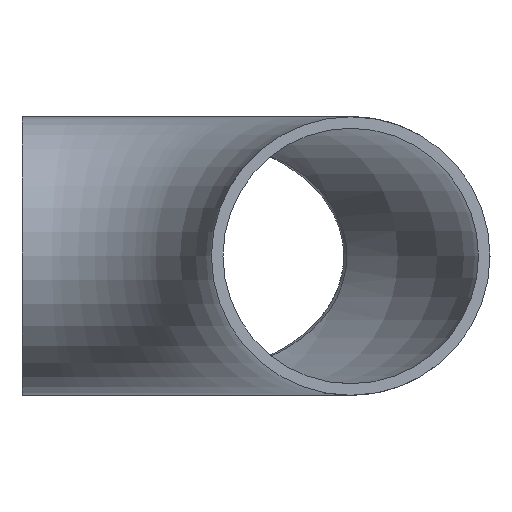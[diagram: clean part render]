
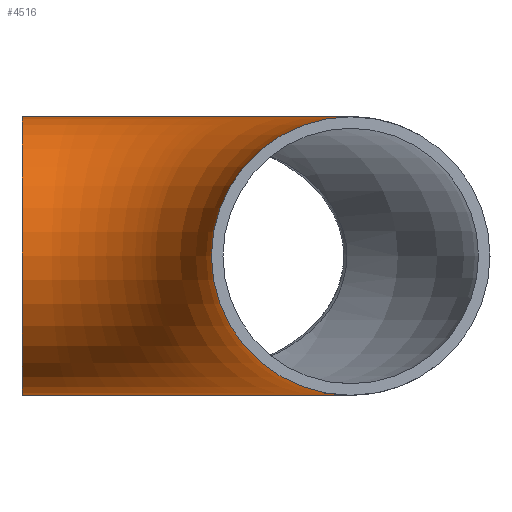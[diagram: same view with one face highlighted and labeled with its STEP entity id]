
A CAD part, left-side view. The second image highlights one B-rep face of the part: STEP entity #4516.
In plain terms, the highlighted toroidal (fillet/blend) face has major radius 57 mm and minor radius 24.15 mm.
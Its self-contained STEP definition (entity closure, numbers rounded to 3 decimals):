
#10 = CARTESIAN_POINT ( 'NONE',  ( -1.29, -56.182, -9.793 ) ) ;
#51 = CARTESIAN_POINT ( 'NONE',  ( -1.343, -58.086, 5.831 ) ) ;
#56 = CARTESIAN_POINT ( 'NONE',  ( 0., 0., 0. ) ) ;
#81 = CARTESIAN_POINT ( 'NONE',  ( -1.289, -56.139, 9.783 ) ) ;
#118 = CARTESIAN_POINT ( 'NONE',  ( -1.32, -57.235, -7.845 ) ) ;
#154 = CARTESIAN_POINT ( 'NONE',  ( -1.3, -56.527, 9.153 ) ) ;
#408 = CARTESIAN_POINT ( 'NONE',  ( -0.018, -5.89, 24.153 ) ) ;
#442 = CARTESIAN_POINT ( 'NONE',  ( -0.834, -40.856, 20.716 ) ) ;
#493 = VERTEX_POINT ( 'NONE', #5462 ) ;
#500 = EDGE_CURVE ( 'NONE', #6917, #2314, #10865, .T. ) ;
#865 = CARTESIAN_POINT ( 'NONE',  ( -1.163, -51.769, -14.736 ) ) ;
#932 = CARTESIAN_POINT ( 'NONE',  ( -1.111, -50.02, 16.108 ) ) ;
#975 = CARTESIAN_POINT ( 'NONE',  ( -1.056, -48.179, 17.329 ) ) ;
#1004 = CARTESIAN_POINT ( 'NONE',  ( -1.21, -53.402, 13.26 ) ) ;
#1252 = EDGE_CURVE ( 'NONE', #493, #493, #4152, .T. ) ;
#1263 = CARTESIAN_POINT ( 'NONE',  ( 0., 0., 24.15 ) ) ;
#1292 = CARTESIAN_POINT ( 'NONE',  ( -0.331, -23.545, 23.793 ) ) ;
#1594 = AXIS2_PLACEMENT_3D ( 'NONE', #4400, #4439, #3686 ) ;
#1641 = ORIENTED_EDGE ( 'NONE', *, *, #4966, .T. ) ;
#1730 = CARTESIAN_POINT ( 'NONE',  ( -0.959, -44.946, -19.062 ) ) ;
#1769 = CARTESIAN_POINT ( 'NONE',  ( -1.179, -52.342, 14.274 ) ) ;
#1808 = CARTESIAN_POINT ( 'NONE',  ( -0.834, -40.865, -20.713 ) ) ;
#1842 = CARTESIAN_POINT ( 'NONE',  ( -0.959, -44.961, 19.078 ) ) ;
#1922 = FACE_OUTER_BOUND ( 'NONE', #2017, .T. ) ;
#2017 = EDGE_LOOP ( 'NONE', ( #8243 ) ) ;
#2163 = CARTESIAN_POINT ( 'NONE',  ( -0.748, -38.039, 21.57 ) ) ;
#2314 = VERTEX_POINT ( 'NONE', #9719 ) ;
#2588 = CARTESIAN_POINT ( 'NONE',  ( -0.258, -20.605, -23.937 ) ) ;
#2621 = CARTESIAN_POINT ( 'NONE',  ( -0.331, -23.54, -23.793 ) ) ;
#2688 = CARTESIAN_POINT ( 'NONE',  ( -1.252, -54.838, 11.587 ) ) ;
#2727 = CARTESIAN_POINT ( 'NONE',  ( -1.21, -53.384, -13.227 ) ) ;
#2877 = AXIS2_PLACEMENT_3D ( 'NONE', #56, #7676, #9392 ) ;
#3012 = CARTESIAN_POINT ( 'NONE',  ( -0.705, -36.618, 21.93 ) ) ;
#3233 = TOROIDAL_SURFACE ( 'NONE', #1594, 57., 24.15 ) ;
#3458 = CARTESIAN_POINT ( 'NONE',  ( -0.575, -32.29, -22.854 ) ) ;
#3498 = CARTESIAN_POINT ( 'NONE',  ( -1.344, -58.102, -5.787 ) ) ;
#3568 = CARTESIAN_POINT ( 'NONE',  ( -1.371, -59.079, 1.514 ) ) ;
#3686 = DIRECTION ( 'NONE',  ( 1., 0., 0. ) ) ;
#4152 = CIRCLE ( 'NONE', #5233, 24.15 ) ;
#4169 = FACE_OUTER_BOUND ( 'NONE', #4573, .T. ) ;
#4239 = CARTESIAN_POINT ( 'NONE',  ( -1.018, -46.922, -18.059 ) ) ;
#4280 = CARTESIAN_POINT ( 'NONE',  ( 0., 0., -24.15 ) ) ;
#4316 = CARTESIAN_POINT ( 'NONE',  ( -1.329, -57.553, -7.17 ) ) ;
#4346 = CARTESIAN_POINT ( 'NONE',  ( -1.265, -55.291, 11.005 ) ) ;
#4400 = CARTESIAN_POINT ( 'NONE',  ( -57., 0., 0. ) ) ;
#4439 = DIRECTION ( 'NONE',  ( 0., 0., -1. ) ) ;
#4516 = ADVANCED_FACE ( 'NONE', ( #4169, #1922 ), #3233, .T. ) ;
#4573 = EDGE_LOOP ( 'NONE', ( #9979, #1641 ) ) ;
#4640 = CARTESIAN_POINT ( 'NONE',  ( -0.001, -2.944, 24.15 ) ) ;
#4717 = CARTESIAN_POINT ( 'NONE',  ( -0.877, -42.254, 20.219 ) ) ;
#4966 = EDGE_CURVE ( 'NONE', #6917, #2314, #5446, .T. ) ;
#5101 = CARTESIAN_POINT ( 'NONE',  ( -1.35, -58.319, 5.128 ) ) ;
#5132 = CARTESIAN_POINT ( 'NONE',  ( -1.35, -58.335, -5.078 ) ) ;
#5164 = CARTESIAN_POINT ( 'NONE',  ( -1.319, -57.228, 7.86 ) ) ;
#5201 = CARTESIAN_POINT ( 'NONE',  ( -0.877, -42.247, -20.222 ) ) ;
#5233 = AXIS2_PLACEMENT_3D ( 'NONE', #9976, #5712, #5680 ) ;
#5241 = CARTESIAN_POINT ( 'NONE',  ( -1.37, -59.039, -1.43 ) ) ;
#5446 = B_SPLINE_CURVE_WITH_KNOTS ( 'NONE', 3,
 ( #4280, #9418, #10315, #6023, #10345, #2588, #2621, #9385, #3458, #7813, #7706, #5946, #10206, #1808, #5201, #6796, #1730, #8607, #4239, #6832, #10243, #865, #7747, #2727, #7669, #8673, #10, #118, #4316, #3498, #5132, #8635, #6867, #5241, #9458, #3568, #6085, #5101, #51, #7784, #5164, #154, #81, #4346, #2688, #1004, #1769, #6951, #932, #6053, #975, #6902, #1842, #4717, #442, #2163, #3012, #9559, #8153, #1292, #5501, #6344, #6170, #408, #4640, #1263 ),
 .UNSPECIFIED., .F., .F.,
 ( 4, 2, 2, 2, 2, 2, 2, 2, 2, 2, 2, 2, 2, 2, 2, 2, 2, 2, 2, 2, 2, 2, 2, 2, 2, 2, 2, 2, 2, 2, 2, 2, 4 ),
 ( 0., 0.008, 0.017, 0.026, 0.035, 0.037, 0.039, 0.044, 0.046, 0.048, 0.053, 0.055, 0.057, 0.061, 0.064, 0.066, 0.068, 0.07, 0.075, 0.077, 0.079, 0.081, 0.084, 0.088, 0.09, 0.092, 0.097, 0.101, 0.106, 0.114, 0.123, 0.132, 0.141 ),
 .UNSPECIFIED. ) ;
#5462 = CARTESIAN_POINT ( 'NONE',  ( -57., -81.15, 0. ) ) ;
#5501 = CARTESIAN_POINT ( 'NONE',  ( -0.258, -20.606, 23.937 ) ) ;
#5680 = DIRECTION ( 'NONE',  ( 0., -1., 0. ) ) ;
#5712 = DIRECTION ( 'NONE',  ( -1., 0., 0. ) ) ;
#5946 = CARTESIAN_POINT ( 'NONE',  ( -0.748, -38.045, -21.551 ) ) ;
#6023 = CARTESIAN_POINT ( 'NONE',  ( -0.085, -11.777, -24.131 ) ) ;
#6053 = CARTESIAN_POINT ( 'NONE',  ( -1.075, -48.801, 16.939 ) ) ;
#6073 = CARTESIAN_POINT ( 'NONE',  ( 0., 0., -24.15 ) ) ;
#6085 = CARTESIAN_POINT ( 'NONE',  ( -1.366, -58.888, 2.968 ) ) ;
#6170 = CARTESIAN_POINT ( 'NONE',  ( -0.085, -11.779, 24.131 ) ) ;
#6344 = CARTESIAN_POINT ( 'NONE',  ( -0.135, -14.723, 24.106 ) ) ;
#6796 = CARTESIAN_POINT ( 'NONE',  ( -0.938, -44.277, -19.367 ) ) ;
#6832 = CARTESIAN_POINT ( 'NONE',  ( -1.076, -48.841, -16.944 ) ) ;
#6867 = CARTESIAN_POINT ( 'NONE',  ( -1.365, -58.851, -2.908 ) ) ;
#6902 = CARTESIAN_POINT ( 'NONE',  ( -0.999, -46.276, 18.433 ) ) ;
#6917 = VERTEX_POINT ( 'NONE', #6073 ) ;
#6951 = CARTESIAN_POINT ( 'NONE',  ( -1.129, -50.618, 15.665 ) ) ;
#7669 = CARTESIAN_POINT ( 'NONE',  ( -1.225, -53.897, -12.685 ) ) ;
#7676 = DIRECTION ( 'NONE',  ( 0., 1., 0. ) ) ;
#7706 = CARTESIAN_POINT ( 'NONE',  ( -0.705, -36.615, -21.916 ) ) ;
#7747 = CARTESIAN_POINT ( 'NONE',  ( -1.179, -52.321, -14.251 ) ) ;
#7784 = CARTESIAN_POINT ( 'NONE',  ( -1.328, -57.54, 7.196 ) ) ;
#7813 = CARTESIAN_POINT ( 'NONE',  ( -0.683, -35.895, -22.084 ) ) ;
#8153 = CARTESIAN_POINT ( 'NONE',  ( -0.49, -29.412, 23.248 ) ) ;
#8243 = ORIENTED_EDGE ( 'NONE', *, *, #1252, .F. ) ;
#8607 = CARTESIAN_POINT ( 'NONE',  ( -0.999, -46.268, -18.409 ) ) ;
#8635 = CARTESIAN_POINT ( 'NONE',  ( -1.361, -58.709, -3.637 ) ) ;
#8673 = CARTESIAN_POINT ( 'NONE',  ( -1.266, -55.341, -10.998 ) ) ;
#9385 = CARTESIAN_POINT ( 'NONE',  ( -0.49, -29.383, -23.251 ) ) ;
#9392 = DIRECTION ( 'NONE',  ( 0., 0., 1. ) ) ;
#9418 = CARTESIAN_POINT ( 'NONE',  ( -0.001, -2.944, -24.15 ) ) ;
#9458 = CARTESIAN_POINT ( 'NONE',  ( -1.371, -59.084, -0.69 ) ) ;
#9559 = CARTESIAN_POINT ( 'NONE',  ( -0.576, -32.32, 22.848 ) ) ;
#9719 = CARTESIAN_POINT ( 'NONE',  ( 0., 0., 24.15 ) ) ;
#9976 = CARTESIAN_POINT ( 'NONE',  ( -57., -57., 0. ) ) ;
#9979 = ORIENTED_EDGE ( 'NONE', *, *, #500, .F. ) ;
#10206 = CARTESIAN_POINT ( 'NONE',  ( -0.77, -38.755, -21.354 ) ) ;
#10243 = CARTESIAN_POINT ( 'NONE',  ( -1.112, -50.057, -16.119 ) ) ;
#10315 = CARTESIAN_POINT ( 'NONE',  ( -0.018, -5.889, -24.153 ) ) ;
#10345 = CARTESIAN_POINT ( 'NONE',  ( -0.135, -14.721, -24.106 ) ) ;
#10865 = CIRCLE ( 'NONE', #2877, 24.15 ) ;
